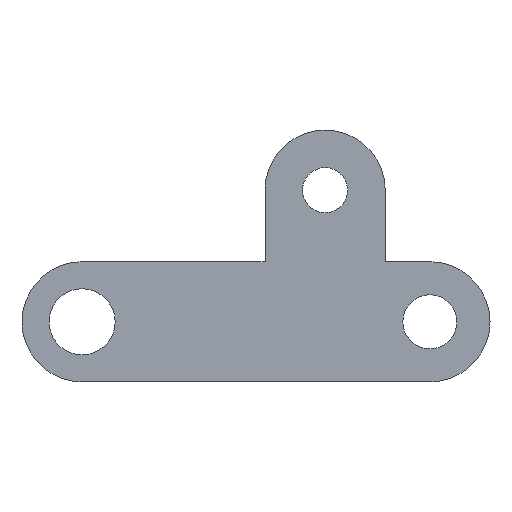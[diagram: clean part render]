
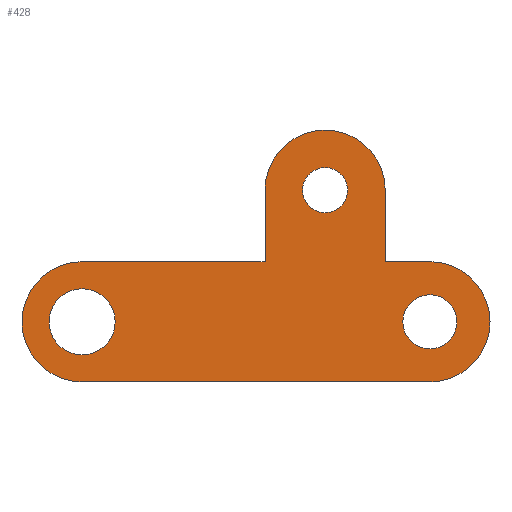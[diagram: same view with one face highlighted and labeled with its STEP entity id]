
A CAD part, front view. The second image highlights one B-rep face of the part: STEP entity #428.
In plain terms, the highlighted planar face has unit normal (0, -1, 0).
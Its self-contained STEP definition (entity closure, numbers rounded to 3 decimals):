
#1=DIRECTION('',(1.,0.,0.));
#2=VECTOR('',#1,6.087);
#3=CARTESIAN_POINT('',(-5.787,0.,2.));
#4=LINE('',#3,#2);
#5=DIRECTION('',(0.,0.,-1.));
#6=VECTOR('',#5,2.38);
#7=CARTESIAN_POINT('',(0.3,0.,4.38));
#8=LINE('',#7,#6);
#9=CARTESIAN_POINT('',(2.3,0.,4.38));
#10=DIRECTION('',(0.,-1.,0.));
#11=DIRECTION('',(1.,0.,0.));
#12=AXIS2_PLACEMENT_3D('',#9,#10,#11);
#14=DIRECTION('',(0.,0.,1.));
#15=VECTOR('',#14,2.38);
#16=CARTESIAN_POINT('',(4.3,0.,2.));
#17=LINE('',#16,#15);
#18=DIRECTION('',(1.,0.,0.));
#19=VECTOR('',#18,1.487);
#20=CARTESIAN_POINT('',(4.3,0.,2.));
#21=LINE('',#20,#19);
#22=CARTESIAN_POINT('',(5.787,0.,0.));
#23=DIRECTION('',(0.,1.,0.));
#24=DIRECTION('',(0.,0.,1.));
#25=AXIS2_PLACEMENT_3D('',#22,#23,#24);
#27=DIRECTION('',(-1.,0.,0.));
#28=VECTOR('',#27,11.574);
#29=CARTESIAN_POINT('',(5.787,0.,-2.));
#30=LINE('',#29,#28);
#31=CARTESIAN_POINT('',(-5.787,0.,0.));
#32=DIRECTION('',(0.,1.,0.));
#33=DIRECTION('',(0.,0.,-1.));
#34=AXIS2_PLACEMENT_3D('',#31,#32,#33);
#36=CARTESIAN_POINT('',(5.787,0.,0.));
#37=DIRECTION('',(0.,1.,0.));
#38=DIRECTION('',(1.,0.,0.));
#39=AXIS2_PLACEMENT_3D('',#36,#37,#38);
#41=CARTESIAN_POINT('',(5.787,0.,0.));
#42=DIRECTION('',(0.,1.,0.));
#43=DIRECTION('',(-1.,0.,0.));
#44=AXIS2_PLACEMENT_3D('',#41,#42,#43);
#46=CARTESIAN_POINT('',(-5.787,0.,0.));
#47=DIRECTION('',(0.,1.,0.));
#48=DIRECTION('',(1.,0.,0.));
#49=AXIS2_PLACEMENT_3D('',#46,#47,#48);
#51=CARTESIAN_POINT('',(-5.787,0.,0.));
#52=DIRECTION('',(0.,1.,0.));
#53=DIRECTION('',(-1.,0.,0.));
#54=AXIS2_PLACEMENT_3D('',#51,#52,#53);
#56=CARTESIAN_POINT('',(2.3,0.,4.38));
#57=DIRECTION('',(0.,-1.,0.));
#58=DIRECTION('',(1.,0.,0.));
#59=AXIS2_PLACEMENT_3D('',#56,#57,#58);
#61=CARTESIAN_POINT('',(2.3,0.,4.38));
#62=DIRECTION('',(0.,-1.,0.));
#63=DIRECTION('',(-1.,0.,0.));
#64=AXIS2_PLACEMENT_3D('',#61,#62,#63);
#299=CARTESIAN_POINT('',(-5.787,0.,-2.));
#300=CARTESIAN_POINT('',(-5.787,0.,2.));
#301=VERTEX_POINT('',#299);
#302=VERTEX_POINT('',#300);
#303=CARTESIAN_POINT('',(5.787,0.,2.));
#304=CARTESIAN_POINT('',(5.787,0.,-2.));
#305=VERTEX_POINT('',#303);
#306=VERTEX_POINT('',#304);
#339=CARTESIAN_POINT('',(4.887,0.,0.));
#340=VERTEX_POINT('',#339);
#341=CARTESIAN_POINT('',(6.687,0.,0.));
#342=VERTEX_POINT('',#341);
#343=CARTESIAN_POINT('',(-6.887,0.,0.));
#344=VERTEX_POINT('',#343);
#345=CARTESIAN_POINT('',(-4.687,0.,0.));
#346=VERTEX_POINT('',#345);
#347=CARTESIAN_POINT('',(4.3,0.,4.38));
#348=CARTESIAN_POINT('',(0.3,0.,4.38));
#349=VERTEX_POINT('',#347);
#350=VERTEX_POINT('',#348);
#351=CARTESIAN_POINT('',(0.3,0.,2.));
#353=VERTEX_POINT('',#351);
#355=CARTESIAN_POINT('',(4.3,0.,2.));
#357=VERTEX_POINT('',#355);
#379=CARTESIAN_POINT('',(3.05,0.,4.38));
#380=CARTESIAN_POINT('',(1.55,0.,4.38));
#381=VERTEX_POINT('',#379);
#382=VERTEX_POINT('',#380);
#387=CARTESIAN_POINT('',(0.,0.,0.));
#388=DIRECTION('',(0.,1.,0.));
#389=DIRECTION('',(1.,0.,0.));
#390=AXIS2_PLACEMENT_3D('',#387,#388,#389);
#391=PLANE('',#390);
#393=ORIENTED_EDGE('',*,*,#392,.T.);
#395=ORIENTED_EDGE('',*,*,#394,.F.);
#397=ORIENTED_EDGE('',*,*,#396,.F.);
#399=ORIENTED_EDGE('',*,*,#398,.F.);
#401=ORIENTED_EDGE('',*,*,#400,.T.);
#403=ORIENTED_EDGE('',*,*,#402,.T.);
#405=ORIENTED_EDGE('',*,*,#404,.T.);
#407=ORIENTED_EDGE('',*,*,#406,.T.);
#408=EDGE_LOOP('',(#393,#395,#397,#399,#401,#403,#405,#407));
#409=FACE_OUTER_BOUND('',#408,.F.);
#411=ORIENTED_EDGE('',*,*,#410,.F.);
#413=ORIENTED_EDGE('',*,*,#412,.F.);
#414=EDGE_LOOP('',(#411,#413));
#415=FACE_BOUND('',#414,.F.);
#417=ORIENTED_EDGE('',*,*,#416,.F.);
#419=ORIENTED_EDGE('',*,*,#418,.F.);
#420=EDGE_LOOP('',(#417,#419));
#421=FACE_BOUND('',#420,.F.);
#423=ORIENTED_EDGE('',*,*,#422,.T.);
#425=ORIENTED_EDGE('',*,*,#424,.T.);
#426=EDGE_LOOP('',(#423,#425));
#427=FACE_BOUND('',#426,.F.);
#428=ADVANCED_FACE('',(#409,#415,#421,#427),#391,.F.);
#13=CIRCLE('',#12,2.);
#26=CIRCLE('',#25,2.);
#35=CIRCLE('',#34,2.);
#40=CIRCLE('',#39,0.9);
#45=CIRCLE('',#44,0.9);
#50=CIRCLE('',#49,1.1);
#55=CIRCLE('',#54,1.1);
#60=CIRCLE('',#59,0.75);
#65=CIRCLE('',#64,0.75);
#392=EDGE_CURVE('',#302,#353,#4,.T.);
#394=EDGE_CURVE('',#350,#353,#8,.T.);
#396=EDGE_CURVE('',#349,#350,#13,.T.);
#398=EDGE_CURVE('',#357,#349,#17,.T.);
#400=EDGE_CURVE('',#357,#305,#21,.T.);
#402=EDGE_CURVE('',#305,#306,#26,.T.);
#404=EDGE_CURVE('',#306,#301,#30,.T.);
#406=EDGE_CURVE('',#301,#302,#35,.T.);
#410=EDGE_CURVE('',#342,#340,#40,.T.);
#412=EDGE_CURVE('',#340,#342,#45,.T.);
#416=EDGE_CURVE('',#346,#344,#50,.T.);
#418=EDGE_CURVE('',#344,#346,#55,.T.);
#422=EDGE_CURVE('',#381,#382,#60,.T.);
#424=EDGE_CURVE('',#382,#381,#65,.T.);
